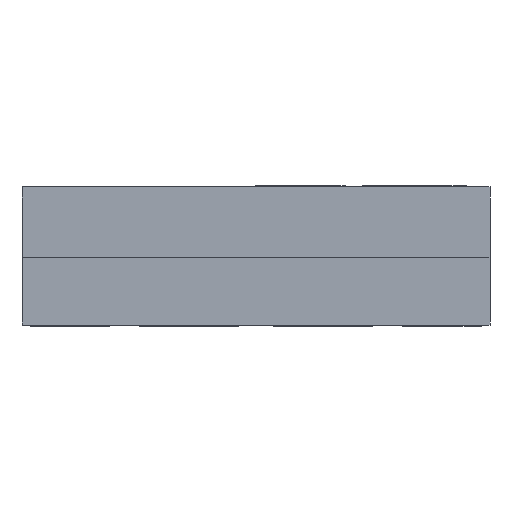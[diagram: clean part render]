
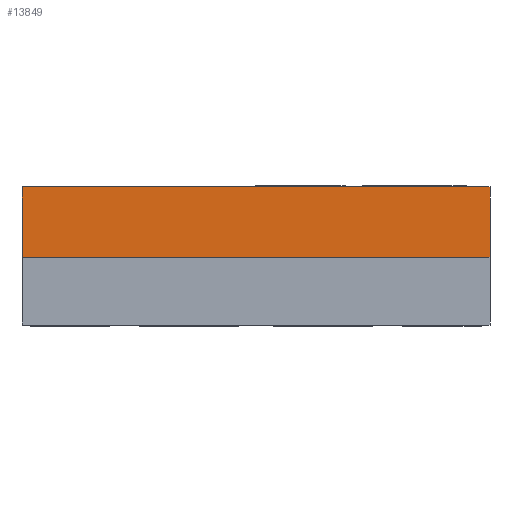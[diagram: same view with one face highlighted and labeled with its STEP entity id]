
A CAD part, front view. The second image highlights one B-rep face of the part: STEP entity #13849.
In plain terms, the highlighted planar face has unit normal (0, -1, 0).
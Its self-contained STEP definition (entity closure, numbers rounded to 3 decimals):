
#11 = DIRECTION ( 'NONE',  ( 0., 0., 1. ) ) ;
#148 = LINE ( 'NONE', #10997, #13879 ) ;
#266 = DIRECTION ( 'NONE',  ( 0., 0., -1. ) ) ;
#986 = PLANE ( 'NONE',  #5768 ) ;
#1967 = VERTEX_POINT ( 'NONE', #5012 ) ;
#3422 = FACE_OUTER_BOUND ( 'NONE', #6928, .T. ) ;
#3863 = CARTESIAN_POINT ( 'NONE',  ( -2., -2.5, 1.18 ) ) ;
#3979 = VERTEX_POINT ( 'NONE', #13651 ) ;
#4506 = DIRECTION ( 'NONE',  ( 0., 1., 0. ) ) ;
#5012 = CARTESIAN_POINT ( 'NONE',  ( -2., -2.5, 0.58 ) ) ;
#5046 = EDGE_CURVE ( 'NONE', #6836, #3979, #13412, .T. ) ;
#5768 = AXIS2_PLACEMENT_3D ( 'NONE', #7475, #4506, #11 ) ;
#6612 = CARTESIAN_POINT ( 'NONE',  ( -2., -2.5, 0.58 ) ) ;
#6836 = VERTEX_POINT ( 'NONE', #13055 ) ;
#6928 = EDGE_LOOP ( 'NONE', ( #8089, #10674, #7672, #9685 ) ) ;
#7240 = LINE ( 'NONE', #8529, #11433 ) ;
#7325 = EDGE_CURVE ( 'NONE', #1967, #3979, #8756, .T. ) ;
#7475 = CARTESIAN_POINT ( 'NONE',  ( -2., -2.5, 1.18 ) ) ;
#7672 = ORIENTED_EDGE ( 'NONE', *, *, #12582, .F. ) ;
#8089 = ORIENTED_EDGE ( 'NONE', *, *, #7325, .T. ) ;
#8529 = CARTESIAN_POINT ( 'NONE',  ( -2., -2.5, 1.18 ) ) ;
#8756 = LINE ( 'NONE', #6612, #9056 ) ;
#8853 = DIRECTION ( 'NONE',  ( 0., 0., -1. ) ) ;
#9056 = VECTOR ( 'NONE', #10974, 1000. ) ;
#9110 = CARTESIAN_POINT ( 'NONE',  ( 2., -2.5, 1.18 ) ) ;
#9685 = ORIENTED_EDGE ( 'NONE', *, *, #11047, .T. ) ;
#10290 = VECTOR ( 'NONE', #266, 1000. ) ;
#10674 = ORIENTED_EDGE ( 'NONE', *, *, #5046, .F. ) ;
#10974 = DIRECTION ( 'NONE',  ( 1., 0., 0. ) ) ;
#10997 = CARTESIAN_POINT ( 'NONE',  ( -2., -2.5, 1.18 ) ) ;
#11047 = EDGE_CURVE ( 'NONE', #13747, #1967, #148, .T. ) ;
#11433 = VECTOR ( 'NONE', #11614, 1000. ) ;
#11614 = DIRECTION ( 'NONE',  ( 1., 0., 0. ) ) ;
#12582 = EDGE_CURVE ( 'NONE', #13747, #6836, #7240, .T. ) ;
#13055 = CARTESIAN_POINT ( 'NONE',  ( 2., -2.5, 1.18 ) ) ;
#13412 = LINE ( 'NONE', #9110, #10290 ) ;
#13651 = CARTESIAN_POINT ( 'NONE',  ( 2., -2.5, 0.58 ) ) ;
#13747 = VERTEX_POINT ( 'NONE', #3863 ) ;
#13849 = ADVANCED_FACE ( 'NONE', ( #3422 ), #986, .F. ) ;
#13879 = VECTOR ( 'NONE', #8853, 1000. ) ;
